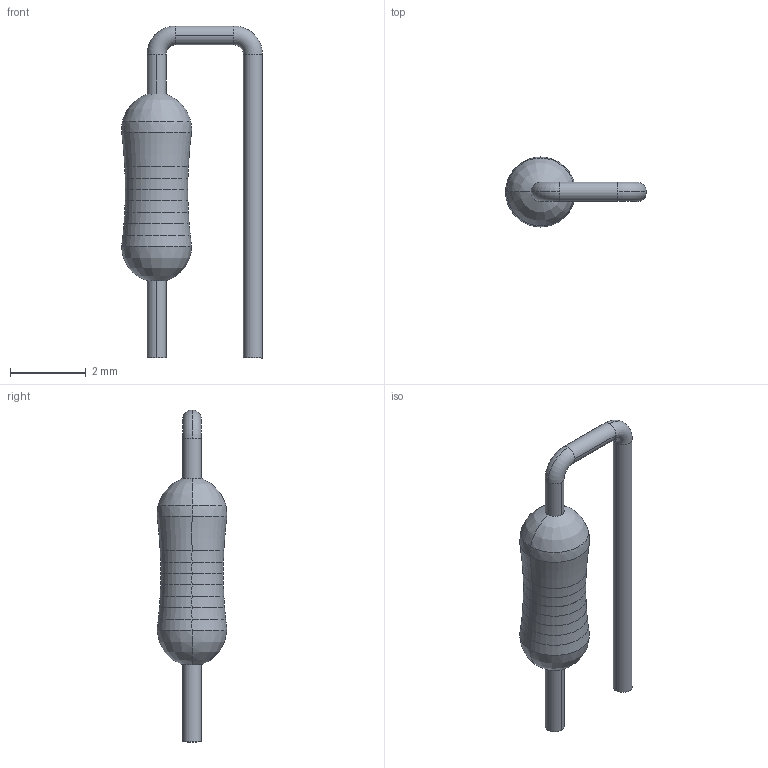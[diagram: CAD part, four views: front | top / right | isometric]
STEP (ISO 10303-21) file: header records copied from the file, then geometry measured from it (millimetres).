
FILE_DESCRIPTION(('FreeCAD Model'),'2;1');
FILE_NAME('User Library-Res_Stand.step', '2020-07-11T17:13:17',('kicad StepUp'),('ksu MCAD'), 'Open CASCADE STEP processor 7.4','FreeCAD','Unknown');
FILE_SCHEMA(('AUTOMOTIVE_DESIGN { 1 0 10303 214 1 1 1 1 }'));
Length unit declared in the file: millimetre
Products named in the file (1): User_Library-Res_Stand
Bounding box: 3.71 x 1.84 x 8.75 mm (x, y, z)
Volume: 13.3 mm3; surface area: 49.8 mm2
Topology: 1 solids, 1 shells, 38 faces, 84 edges, 48 vertices
Faces by surface type: torus 22, cylinder 8, revolution 6, plane 2
Entity records: 1402 total; most frequent: DIRECTION 232, CARTESIAN_POINT 209, ORIENTED_EDGE 168, AXIS2_PLACEMENT_3D 109, EDGE_CURVE 84, CIRCLE 76, VERTEX_POINT 48, PRESENTATION_STYLE_ASSIGNMENT 39
